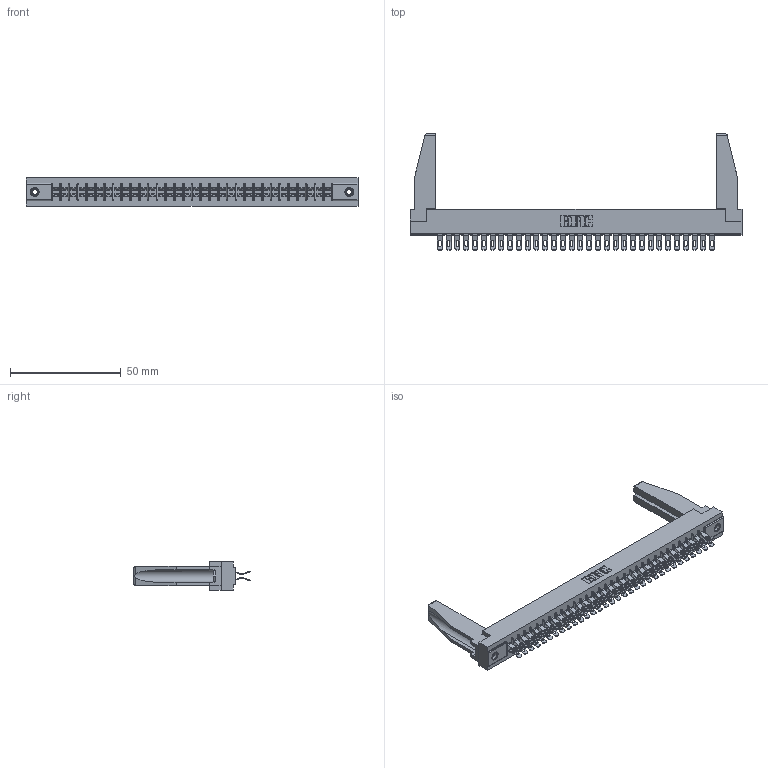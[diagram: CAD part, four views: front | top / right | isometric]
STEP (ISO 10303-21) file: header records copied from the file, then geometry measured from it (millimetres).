
FILE_DESCRIPTION (( 'STEP AP203' ), '1' );
FILE_NAME ('315-064-555-278.STEP', '2019-09-10T20:39:13', ( '' ), ( '' ), 'SwSTEP 2.0', 'SolidWorks 2016', '' );
FILE_SCHEMA (( 'CONFIG_CONTROL_DESIGN' ));
Length unit declared in the file: inch
Products named in the file (5): 307-220-078; 345-250-001_345-250-001-102; 315-064-555-278; 305 Part_.156 Dia; 305-290-001_555
Assembly tree (69 placements, depth 2):
  315-064-555-278
    305 Part_.156 Dia
    305-290-001_555  x64
    345-250-001_345-250-001-102  x2
    307-220-078  x2
Bounding box: 149.81 x 52.45 x 12.7 mm (x, y, z)
Volume: 19754.3 mm3; surface area: 24846 mm2
Topology: 69 solids, 69 shells, 4470 faces, 13286 edges, 8676 vertices
Faces by surface type: plane 2200, cylinder 2126, sphere 128, cone 12, torus 4
Entity records: 38928 total; most frequent: CARTESIAN_POINT 6466, ORIENTED_EDGE 6366, DIRECTION 6215, EDGE_CURVE 3183, LINE 2541, VECTOR 2541, VERTEX_POINT 2030, AXIS2_PLACEMENT_3D 1837
